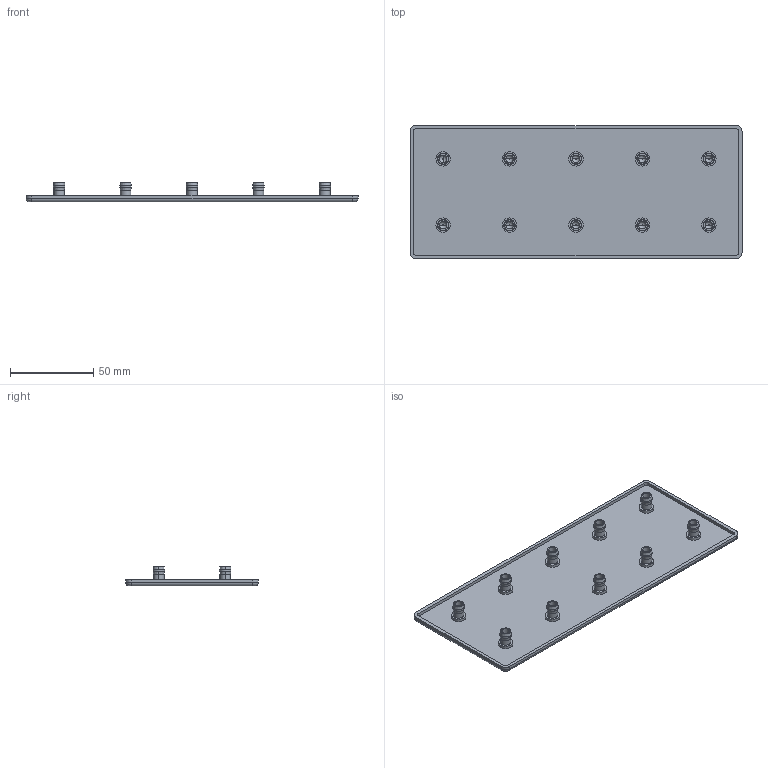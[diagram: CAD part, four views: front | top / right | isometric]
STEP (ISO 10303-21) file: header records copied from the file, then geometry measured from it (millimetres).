
FILE_DESCRIPTION (( 'STEP AP214' ), '1' );
FILE_NAME ('SZ0022S Profile Cap 80x200.STEP', '2021-10-21T12:00:31', ( '' ), ( '' ), 'SwSTEP 2.0', 'SolidWorks 2021', '' );
FILE_SCHEMA (( 'AUTOMOTIVE_DESIGN' ));
Length unit declared in the file: millimetre
Products named in the file (1): SZ0022S Profile Cap 80x200
Bounding box: 200 x 80 x 12 mm (x, y, z)
Volume: 36190.3 mm3; surface area: 37911 mm2
Topology: 1 solids, 1 shells, 197 faces, 406 edges, 242 vertices
Faces by surface type: cylinder 92, plane 41, cone 40, torus 24
Entity records: 5560 total; most frequent: CARTESIAN_POINT 1222, DIRECTION 1004, ORIENTED_EDGE 812, AXIS2_PLACEMENT_3D 424, EDGE_CURVE 406, VERTEX_POINT 242, EDGE_LOOP 228, CIRCLE 226
